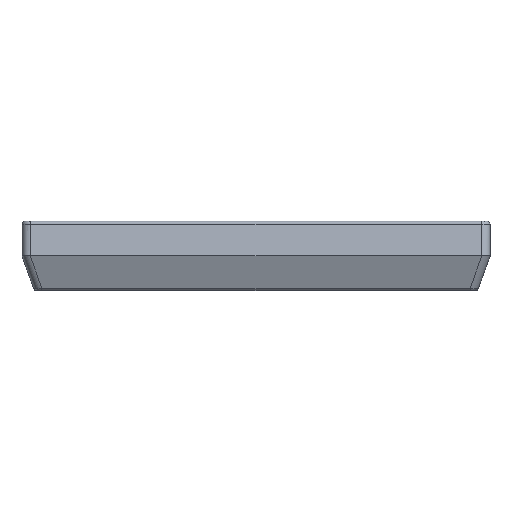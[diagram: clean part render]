
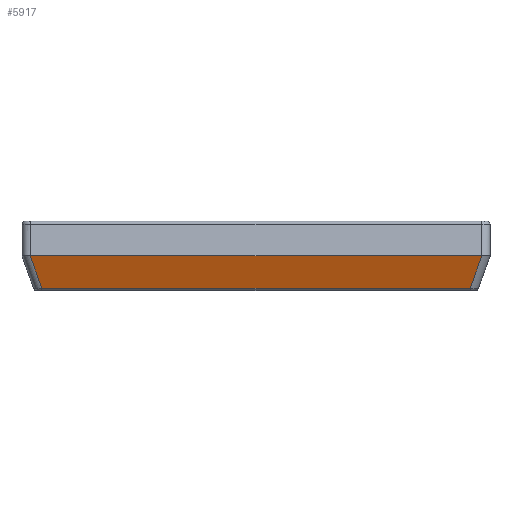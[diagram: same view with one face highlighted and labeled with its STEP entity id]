
A CAD part, top view. The second image highlights one B-rep face of the part: STEP entity #5917.
In plain terms, the highlighted planar face has unit normal (0, -0.342, 0.94).
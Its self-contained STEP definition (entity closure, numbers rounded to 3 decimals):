
#380=PLANE('',#6275);
#643=FACE_OUTER_BOUND('',#994,.T.);
#994=EDGE_LOOP('',(#4654,#4655,#4656,#4657,#4658,#4659));
#1450=LINE('',#9486,#2091);
#1452=LINE('',#9548,#2093);
#1454=LINE('',#9554,#2095);
#1455=LINE('',#9556,#2096);
#1456=LINE('',#9558,#2097);
#1457=LINE('',#9559,#2098);
#2091=VECTOR('',#7085,10.);
#2093=VECTOR('',#7101,10.);
#2095=VECTOR('',#7107,10.);
#2096=VECTOR('',#7108,10.);
#2097=VECTOR('',#7109,10.);
#2098=VECTOR('',#7110,10.);
#2783=VERTEX_POINT('',#9483);
#2784=VERTEX_POINT('',#9485);
#2787=VERTEX_POINT('',#9547);
#2789=VERTEX_POINT('',#9553);
#2790=VERTEX_POINT('',#9555);
#2791=VERTEX_POINT('',#9557);
#3460=EDGE_CURVE('',#2783,#2784,#1450,.T.);
#3467=EDGE_CURVE('',#2784,#2787,#1452,.T.);
#3470=EDGE_CURVE('',#2789,#2783,#1454,.T.);
#3471=EDGE_CURVE('',#2789,#2790,#1455,.T.);
#3472=EDGE_CURVE('',#2790,#2791,#1456,.T.);
#3473=EDGE_CURVE('',#2791,#2787,#1457,.T.);
#4654=ORIENTED_EDGE('',*,*,#3460,.F.);
#4655=ORIENTED_EDGE('',*,*,#3470,.F.);
#4656=ORIENTED_EDGE('',*,*,#3471,.T.);
#4657=ORIENTED_EDGE('',*,*,#3472,.T.);
#4658=ORIENTED_EDGE('',*,*,#3473,.T.);
#4659=ORIENTED_EDGE('',*,*,#3467,.F.);
#5917=ADVANCED_FACE('',(#643),#380,.T.);
#6275=AXIS2_PLACEMENT_3D('',#9552,#7105,#7106);
#7085=DIRECTION('',(-1.,0.,0.));
#7101=DIRECTION('',(-0.324,0.889,0.324));
#7105=DIRECTION('center_axis',(0.,-0.342,0.94));
#7106=DIRECTION('ref_axis',(-1.,0.,0.));
#7107=DIRECTION('',(-0.324,-0.889,-0.324));
#7108=DIRECTION('',(-1.,0.,0.));
#7109=DIRECTION('',(-1.,0.,0.));
#7110=DIRECTION('',(-1.,0.,0.));
#9483=CARTESIAN_POINT('',(12.35,-1.868,22.451));
#9485=CARTESIAN_POINT('',(-12.35,-1.868,22.451));
#9486=CARTESIAN_POINT('',(6.75,-1.868,22.451));
#9547=CARTESIAN_POINT('',(-13.03,0.,23.131));
#9548=CARTESIAN_POINT('',(-11.666,-3.749,21.767));
#9552=CARTESIAN_POINT('Origin',(13.5,0.,23.131));
#9553=CARTESIAN_POINT('',(13.03,0.,23.131));
#9554=CARTESIAN_POINT('',(12.859,-0.469,22.96));
#9555=CARTESIAN_POINT('',(13.,0.,23.131));
#9556=CARTESIAN_POINT('',(13.5,0.,23.131));
#9557=CARTESIAN_POINT('',(-13.,0.,23.131));
#9558=CARTESIAN_POINT('',(13.5,0.,23.131));
#9559=CARTESIAN_POINT('',(13.5,0.,23.131));
